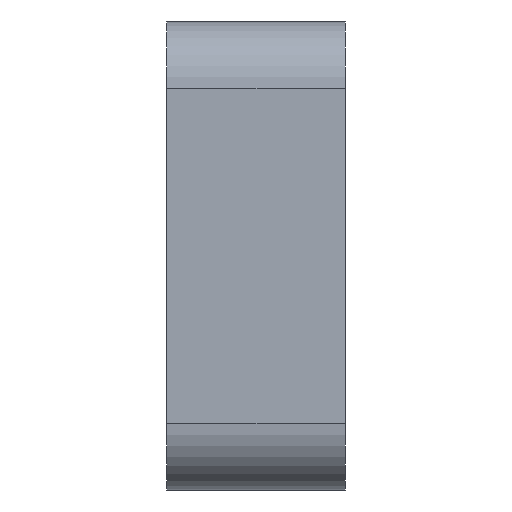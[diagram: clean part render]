
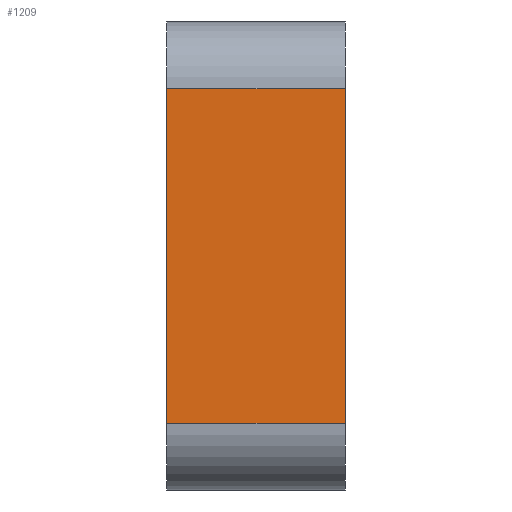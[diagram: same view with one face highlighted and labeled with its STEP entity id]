
A CAD part, left-side view. The second image highlights one B-rep face of the part: STEP entity #1209.
In plain terms, the highlighted planar face has unit normal (-1, 0, 0).
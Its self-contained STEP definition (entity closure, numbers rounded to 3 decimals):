
#100 = ORIENTED_EDGE ( 'NONE', *, *, #909, .T. ) ;
#125 = EDGE_LOOP ( 'NONE', ( #971, #651, #2184, #100 ) ) ;
#377 = VERTEX_POINT ( 'NONE', #631 ) ;
#380 = DIRECTION ( 'NONE',  ( 1., 0., 0. ) ) ;
#417 = VECTOR ( 'NONE', #1219, 1000. ) ;
#615 = AXIS2_PLACEMENT_3D ( 'NONE', #899, #380, #1772 ) ;
#623 = VECTOR ( 'NONE', #644, 1000. ) ;
#631 = CARTESIAN_POINT ( 'NONE',  ( -153.5, 0., 25. ) ) ;
#644 = DIRECTION ( 'NONE',  ( 0., 0., 1. ) ) ;
#651 = ORIENTED_EDGE ( 'NONE', *, *, #2037, .T. ) ;
#662 = CARTESIAN_POINT ( 'NONE',  ( -153.5, 26.76, -35. ) ) ;
#810 = CARTESIAN_POINT ( 'NONE',  ( -153.5, 26.76, -25. ) ) ;
#899 = CARTESIAN_POINT ( 'NONE',  ( -153.5, 26.76, -35. ) ) ;
#909 = EDGE_CURVE ( 'NONE', #2193, #2226, #1251, .T. ) ;
#970 = LINE ( 'NONE', #2185, #623 ) ;
#971 = ORIENTED_EDGE ( 'NONE', *, *, #1487, .T. ) ;
#1076 = FACE_OUTER_BOUND ( 'NONE', #125, .T. ) ;
#1107 = CARTESIAN_POINT ( 'NONE',  ( -153.5, 26.76, 25. ) ) ;
#1112 = VECTOR ( 'NONE', #1413, 1000. ) ;
#1179 = DIRECTION ( 'NONE',  ( 0., 0., 1. ) ) ;
#1209 = ADVANCED_FACE ( 'NONE', ( #1076 ), #1921, .F. ) ;
#1219 = DIRECTION ( 'NONE',  ( 0., 1., 0. ) ) ;
#1225 = VECTOR ( 'NONE', #1179, 1000. ) ;
#1251 = LINE ( 'NONE', #1941, #1112 ) ;
#1252 = VERTEX_POINT ( 'NONE', #1107 ) ;
#1413 = DIRECTION ( 'NONE',  ( 0., -1., 0. ) ) ;
#1433 = EDGE_CURVE ( 'NONE', #2193, #1252, #1856, .T. ) ;
#1487 = EDGE_CURVE ( 'NONE', #2226, #377, #970, .T. ) ;
#1772 = DIRECTION ( 'NONE',  ( 0., 0., -1. ) ) ;
#1856 = LINE ( 'NONE', #662, #1225 ) ;
#1921 = PLANE ( 'NONE',  #615 ) ;
#1941 = CARTESIAN_POINT ( 'NONE',  ( -153.5, 26.76, -25. ) ) ;
#1951 = CARTESIAN_POINT ( 'NONE',  ( -153.5, 26.76, 25. ) ) ;
#2037 = EDGE_CURVE ( 'NONE', #377, #1252, #2098, .T. ) ;
#2050 = CARTESIAN_POINT ( 'NONE',  ( -153.5, 0., -25. ) ) ;
#2098 = LINE ( 'NONE', #1951, #417 ) ;
#2184 = ORIENTED_EDGE ( 'NONE', *, *, #1433, .F. ) ;
#2185 = CARTESIAN_POINT ( 'NONE',  ( -153.5, 0., -35. ) ) ;
#2193 = VERTEX_POINT ( 'NONE', #810 ) ;
#2226 = VERTEX_POINT ( 'NONE', #2050 ) ;
